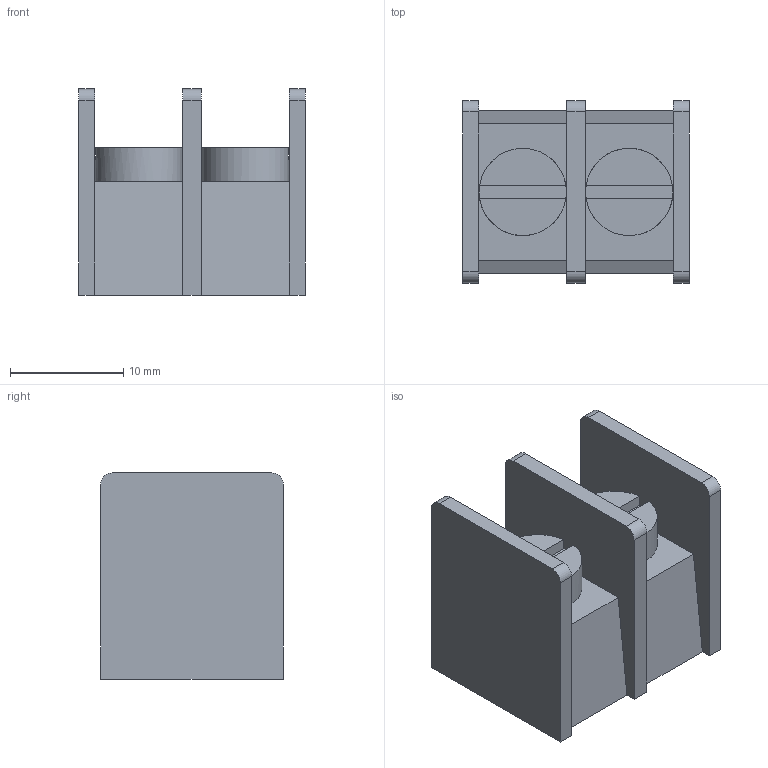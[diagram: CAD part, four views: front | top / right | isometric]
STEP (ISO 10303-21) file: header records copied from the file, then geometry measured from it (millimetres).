
FILE_DESCRIPTION( ( '' ), ' ' );
FILE_NAME( '5ea752219fbdc61585a7c43f.step', '2020-04-27T21:44:01', ( '' ), ( '' ), ' ', ' ', ' ' );
FILE_SCHEMA( ( 'AUTOMOTIVE_DESIGN { 1 0 10303 214 1 1 1 1 }' ) );
Length unit declared in the file: metre
Products named in the file (3): Part 2; Part 3; Part 1
Bounding box: 20 x 16.1 x 18.2 mm (x, y, z)
Volume: 3609.3 mm3; surface area: 2608.3 mm2
Topology: 3 solids, 3 shells, 42 faces, 108 edges, 72 vertices
Faces by surface type: plane 34, cylinder 8
Full cylindrical faces by diameter (mm): 7.7 x2
Entity records: 1618 total; most frequent: CARTESIAN_POINT 219, DIRECTION 216, ORIENTED_EDGE 208, EDGE_CURVE 104, LINE 82, VECTOR 82, VERTEX_POINT 70, AXIS2_PLACEMENT_3D 67
